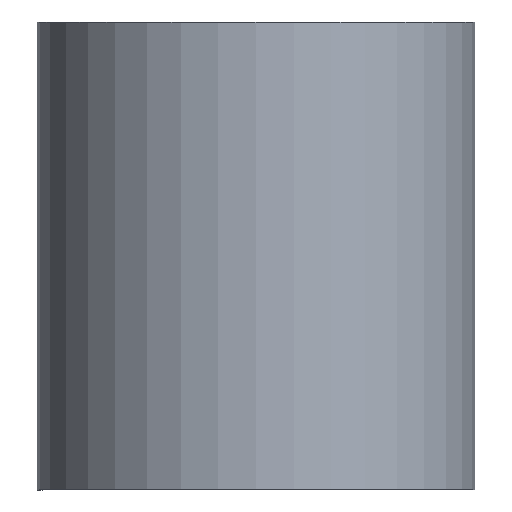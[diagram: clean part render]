
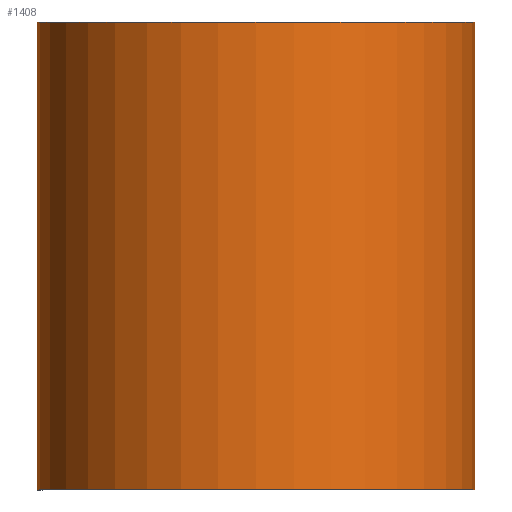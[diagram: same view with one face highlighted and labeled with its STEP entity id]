
A CAD part, top view. The second image highlights one B-rep face of the part: STEP entity #1408.
In plain terms, the highlighted cylindrical face has radius 18.737 mm (diameter 37.475 mm), a partial arc.
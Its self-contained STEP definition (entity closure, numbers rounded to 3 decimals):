
#169 = AXIS2_PLACEMENT_3D ( 'NONE', #2538, #2580, #1536 ) ;
#201 = EDGE_CURVE ( 'NONE', #1716, #664, #2409, .T. ) ;
#253 = VERTEX_POINT ( 'NONE', #699 ) ;
#262 = EDGE_CURVE ( 'NONE', #253, #664, #1627, .T. ) ;
#345 = CARTESIAN_POINT ( 'NONE',  ( -18.95, 40., 0. ) ) ;
#562 = DIRECTION ( 'NONE',  ( 0., -1., 0. ) ) ;
#664 = VERTEX_POINT ( 'NONE', #1283 ) ;
#699 = CARTESIAN_POINT ( 'NONE',  ( 18.525, 0., 0. ) ) ;
#735 = DIRECTION ( 'NONE',  ( 1., 0., 0. ) ) ;
#808 = EDGE_CURVE ( 'NONE', #1401, #253, #2404, .T. ) ;
#867 = CARTESIAN_POINT ( 'NONE',  ( 18.525, 40., 0. ) ) ;
#1145 = CARTESIAN_POINT ( 'NONE',  ( -18.95, 40., 0. ) ) ;
#1156 = CARTESIAN_POINT ( 'NONE',  ( -0.213, 0., 0. ) ) ;
#1283 = CARTESIAN_POINT ( 'NONE',  ( -18.95, 0., 0. ) ) ;
#1284 = AXIS2_PLACEMENT_3D ( 'NONE', #1156, #1323, #735 ) ;
#1292 = DIRECTION ( 'NONE',  ( 1., 0., 0. ) ) ;
#1323 = DIRECTION ( 'NONE',  ( 0., -1., 0. ) ) ;
#1329 = FACE_OUTER_BOUND ( 'NONE', #1399, .T. ) ;
#1357 = DIRECTION ( 'NONE',  ( 0., -1., 0. ) ) ;
#1399 = EDGE_LOOP ( 'NONE', ( #2110, #1923, #2425, #2558 ) ) ;
#1401 = VERTEX_POINT ( 'NONE', #867 ) ;
#1408 = ADVANCED_FACE ( 'NONE', ( #1329 ), #1741, .T. ) ;
#1536 = DIRECTION ( 'NONE',  ( 0., 0., -1. ) ) ;
#1627 = CIRCLE ( 'NONE', #1284, 18.737 ) ;
#1716 = VERTEX_POINT ( 'NONE', #345 ) ;
#1741 = CYLINDRICAL_SURFACE ( 'NONE', #169, 18.737 ) ;
#1923 = ORIENTED_EDGE ( 'NONE', *, *, #808, .F. ) ;
#1963 = CIRCLE ( 'NONE', #2317, 18.737 ) ;
#2110 = ORIENTED_EDGE ( 'NONE', *, *, #262, .F. ) ;
#2214 = CARTESIAN_POINT ( 'NONE',  ( 18.525, 40., 0. ) ) ;
#2317 = AXIS2_PLACEMENT_3D ( 'NONE', #2488, #2346, #1292 ) ;
#2346 = DIRECTION ( 'NONE',  ( 0., -1., 0. ) ) ;
#2404 = LINE ( 'NONE', #2214, #2631 ) ;
#2409 = LINE ( 'NONE', #1145, #2552 ) ;
#2425 = ORIENTED_EDGE ( 'NONE', *, *, #2594, .T. ) ;
#2488 = CARTESIAN_POINT ( 'NONE',  ( -0.213, 40., 0. ) ) ;
#2538 = CARTESIAN_POINT ( 'NONE',  ( -0.213, 40., 0. ) ) ;
#2552 = VECTOR ( 'NONE', #1357, 1000. ) ;
#2558 = ORIENTED_EDGE ( 'NONE', *, *, #201, .T. ) ;
#2580 = DIRECTION ( 'NONE',  ( 0., -1., 0. ) ) ;
#2594 = EDGE_CURVE ( 'NONE', #1401, #1716, #1963, .T. ) ;
#2631 = VECTOR ( 'NONE', #562, 1000. ) ;
